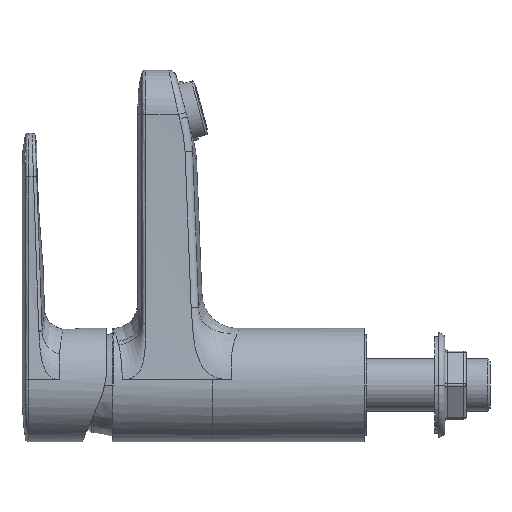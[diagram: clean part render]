
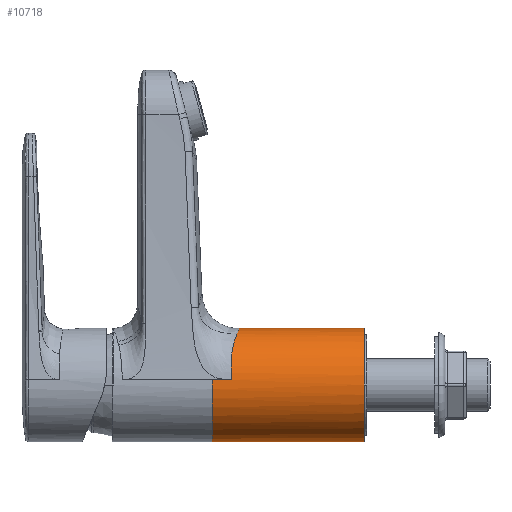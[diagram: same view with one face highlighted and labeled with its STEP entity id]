
A CAD part, left-side view. The second image highlights one B-rep face of the part: STEP entity #10718.
In plain terms, the highlighted cylindrical face has radius 22.5 mm (diameter 45 mm), a partial arc.
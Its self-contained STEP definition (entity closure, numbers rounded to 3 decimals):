
#1708=DIRECTION('',(0.,-1.,0.));
#1709=VECTOR('',#1708,60.3);
#1710=CARTESIAN_POINT('',(0.,70.3,-22.5));
#1711=LINE('',#1710,#1709);
#1717=DIRECTION('',(0.,-1.,0.));
#1718=VECTOR('',#1717,49.487);
#1719=CARTESIAN_POINT('',(0.,59.487,
22.5));
#1720=LINE('',#1719,#1718);
#2072=CARTESIAN_POINT('',(0.,59.487,
22.5));
#2123=CARTESIAN_POINT('',(-22.404,62.589,2.076));
#2124=CARTESIAN_POINT('',(-22.404,62.65,2.075));
#2125=CARTESIAN_POINT('',(-22.404,62.77,2.075));
#2126=CARTESIAN_POINT('',(-22.404,62.89,2.075));
#2127=CARTESIAN_POINT('',(-22.404,62.949,2.076));
#2162=DIRECTION('',(0.,-1.,0.));
#2163=VECTOR('',#2162,7.351);
#2164=CARTESIAN_POINT('',(-22.404,70.3,2.076));
#2165=LINE('',#2164,#2163);
#2166=CARTESIAN_POINT('',(-14.719,61.658,17.017));
#2167=CARTESIAN_POINT('',(-15.604,61.886,16.251));
#2168=CARTESIAN_POINT('',(-17.244,62.273,14.59));
#2169=CARTESIAN_POINT('',(-19.253,62.644,11.81));
#2170=CARTESIAN_POINT('',(-20.824,62.826,8.75));
#2171=CARTESIAN_POINT('',(-21.911,62.813,5.487));
#2172=CARTESIAN_POINT('',(-22.298,62.685,3.219));
#2173=CARTESIAN_POINT('',(-22.404,62.589,2.076));
#2175=CARTESIAN_POINT('',(-9.986,60.537,20.163));
#2176=CARTESIAN_POINT('',(-10.84,60.729,19.739));
#2177=CARTESIAN_POINT('',(-12.49,61.107,18.787));
#2178=CARTESIAN_POINT('',(-14.003,61.476,17.636));
#2179=CARTESIAN_POINT('',(-14.719,61.658,17.017));
#2181=CARTESIAN_POINT('',(-9.986,60.537,20.163));
#2182=CARTESIAN_POINT('',(-8.923,60.317,20.689));
#2183=CARTESIAN_POINT('',(-6.734,59.947,21.564));
#2184=CARTESIAN_POINT('',(-3.353,59.576,22.336));
#2185=CARTESIAN_POINT('',(-1.108,59.492,22.5));
#2186=CARTESIAN_POINT('',(0.,59.487,
22.5));
#2188=CARTESIAN_POINT('',(0.,10.,0.));
#2189=DIRECTION('',(0.,1.,0.));
#2190=DIRECTION('',(0.,0.,-1.));
#2191=AXIS2_PLACEMENT_3D('',#2188,#2189,#2190);
#2193=CARTESIAN_POINT('',(0.,70.3,0.));
#2194=DIRECTION('',(0.,1.,0.));
#2195=DIRECTION('',(0.,0.,-1.));
#2196=AXIS2_PLACEMENT_3D('',#2193,#2194,#2195);
#4167=VERTEX_POINT('',#2175);
#4168=VERTEX_POINT('',#2179);
#4169=VERTEX_POINT('',#2173);
#4170=VERTEX_POINT('',#2127);
#4201=VERTEX_POINT('',#2072);
#4245=CARTESIAN_POINT('',(0.,10.,-22.5));
#4246=CARTESIAN_POINT('',(0.,10.,22.5));
#4247=VERTEX_POINT('',#4245);
#4248=VERTEX_POINT('',#4246);
#4382=CARTESIAN_POINT('',(-22.404,70.3,2.076));
#4383=VERTEX_POINT('',#4382);
#4460=CARTESIAN_POINT('',(0.,70.3,-22.5));
#4461=VERTEX_POINT('',#4460);
#10701=CARTESIAN_POINT('',(0.,109.5,0.));
#10702=DIRECTION('',(0.,1.,0.));
#10703=DIRECTION('',(0.,0.,-1.));
#10704=AXIS2_PLACEMENT_3D('',#10701,#10702,#10703);
#10705=CYLINDRICAL_SURFACE('',#10704,22.5);
#10707=ORIENTED_EDGE('',*,*,#10706,.T.);
#10708=ORIENTED_EDGE('',*,*,#10688,.F.);
#10709=ORIENTED_EDGE('',*,*,#10686,.F.);
#10710=ORIENTED_EDGE('',*,*,#10684,.F.);
#10711=ORIENTED_EDGE('',*,*,#10000,.T.);
#10712=ORIENTED_EDGE('',*,*,#7560,.T.);
#10713=ORIENTED_EDGE('',*,*,#7499,.F.);
#10714=ORIENTED_EDGE('',*,*,#7557,.F.);
#10715=ORIENTED_EDGE('',*,*,#7555,.T.);
#10716=EDGE_LOOP('',(#10707,#10708,#10709,#10710,#10711,#10712,#10713,#10714,
#10715));
#10717=FACE_OUTER_BOUND('',#10716,.F.);
#10718=ADVANCED_FACE('',(#10717),#10705,.T.);
#2128=B_SPLINE_CURVE_WITH_KNOTS('',3,(#2123,#2124,#2125,#2126,#2127),
.UNSPECIFIED.,.F.,.F.,(4,1,4),(0.,0.5,1.),.UNSPECIFIED.);
#2174=B_SPLINE_CURVE_WITH_KNOTS('',3,(#2166,#2167,#2168,#2169,#2170,#2171,#2172,
#2173),.UNSPECIFIED.,.F.,.F.,(4,1,1,1,1,4),(0.,0.2,0.4,0.6,0.8,1.),
.UNSPECIFIED.);
#2180=B_SPLINE_CURVE_WITH_KNOTS('',3,(#2175,#2176,#2177,#2178,#2179),
.UNSPECIFIED.,.F.,.F.,(4,1,4),(0.,0.5,1.),.UNSPECIFIED.);
#2187=B_SPLINE_CURVE_WITH_KNOTS('',3,(#2181,#2182,#2183,#2184,#2185,#2186),
.UNSPECIFIED.,.F.,.F.,(4,1,1,4),(0.,0.333,0.667,1.),
.UNSPECIFIED.);
#2192=CIRCLE('',#2191,22.5);
#2197=CIRCLE('',#2196,22.5);
#7499=EDGE_CURVE('',#4247,#4248,#2192,.T.);
#7555=EDGE_CURVE('',#4461,#4383,#2197,.T.);
#7557=EDGE_CURVE('',#4461,#4247,#1711,.T.);
#7560=EDGE_CURVE('',#4201,#4248,#1720,.T.);
#10000=EDGE_CURVE('',#4167,#4201,#2187,.T.);
#10684=EDGE_CURVE('',#4167,#4168,#2180,.T.);
#10686=EDGE_CURVE('',#4168,#4169,#2174,.T.);
#10688=EDGE_CURVE('',#4169,#4170,#2128,.T.);
#10706=EDGE_CURVE('',#4383,#4170,#2165,.T.);
